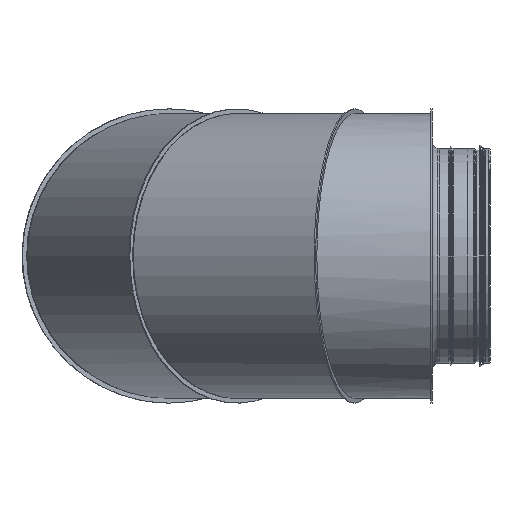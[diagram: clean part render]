
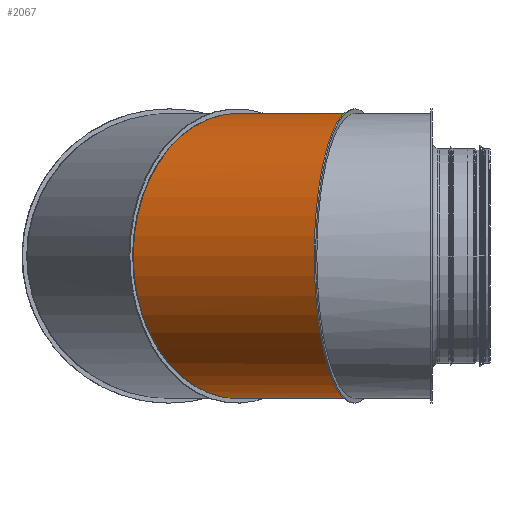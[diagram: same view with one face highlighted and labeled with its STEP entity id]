
A CAD part, left-side view. The second image highlights one B-rep face of the part: STEP entity #2067.
In plain terms, the highlighted cylindrical face has radius 208.2 mm (diameter 416.4 mm), a full revolution.
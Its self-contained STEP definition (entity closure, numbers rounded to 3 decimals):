
#74=ELLIPSE('',#2283,215.496,208.2);
#77=ELLIPSE('',#2340,1623.035,208.2);
#79=ELLIPSE('',#2342,1623.035,208.2);
#80=ELLIPSE('',#2344,215.545,208.2);
#81=ELLIPSE('',#2347,215.545,208.2);
#85=ELLIPSE('',#2351,1623.221,208.2);
#90=ELLIPSE('',#2356,215.496,208.2);
#94=ELLIPSE('',#2361,1623.221,208.2);
#206=CYLINDRICAL_SURFACE('',#2370,208.2);
#398=FACE_BOUND('',#852,.T.);
#571=FACE_OUTER_BOUND('',#851,.T.);
#851=EDGE_LOOP('',(#1807,#1808,#1809,#1810));
#852=EDGE_LOOP('',(#1811,#1812,#1813,#1814));
#1085=VERTEX_POINT('',#3286);
#1087=VERTEX_POINT('',#3290);
#1174=VERTEX_POINT('',#4657);
#1175=VERTEX_POINT('',#4659);
#1180=VERTEX_POINT('',#5259);
#1181=VERTEX_POINT('',#5260);
#1184=VERTEX_POINT('',#5273);
#1187=VERTEX_POINT('',#5293);
#1343=EDGE_CURVE('',#1087,#1085,#74,.T.);
#1374=EDGE_CURVE('',#1174,#1087,#77,.T.);
#1376=EDGE_CURVE('',#1085,#1175,#79,.T.);
#1378=EDGE_CURVE('',#1175,#1174,#80,.T.);
#1383=EDGE_CURVE('',#1180,#1181,#81,.T.);
#1387=EDGE_CURVE('',#1184,#1180,#85,.T.);
#1395=EDGE_CURVE('',#1187,#1184,#90,.T.);
#1404=EDGE_CURVE('',#1181,#1187,#94,.T.);
#1807=ORIENTED_EDGE('',*,*,#1374,.T.);
#1808=ORIENTED_EDGE('',*,*,#1343,.T.);
#1809=ORIENTED_EDGE('',*,*,#1376,.T.);
#1810=ORIENTED_EDGE('',*,*,#1378,.T.);
#1811=ORIENTED_EDGE('',*,*,#1404,.T.);
#1812=ORIENTED_EDGE('',*,*,#1395,.T.);
#1813=ORIENTED_EDGE('',*,*,#1387,.T.);
#1814=ORIENTED_EDGE('',*,*,#1383,.T.);
#2067=ADVANCED_FACE('',(#571,#398),#206,.T.);
#2283=AXIS2_PLACEMENT_3D('',#4404,#2787,#2788);
#2340=AXIS2_PLACEMENT_3D('',#4658,#2901,#2902);
#2342=AXIS2_PLACEMENT_3D('',#4661,#2905,#2906);
#2344=AXIS2_PLACEMENT_3D('',#4778,#2909,#2910);
#2347=AXIS2_PLACEMENT_3D('',#5261,#2916,#2917);
#2351=AXIS2_PLACEMENT_3D('',#5274,#2924,#2925);
#2356=AXIS2_PLACEMENT_3D('',#5309,#2937,#2938);
#2361=AXIS2_PLACEMENT_3D('',#5741,#2950,#2951);
#2370=AXIS2_PLACEMENT_3D('',#5829,#2970,#2971);
#2787=DIRECTION('center_axis',(-0.707,-0.708,0.));
#2788=DIRECTION('ref_axis',(-0.708,0.707,0.));
#2901=DIRECTION('center_axis',(-0.795,0.607,0.));
#2902=DIRECTION('ref_axis',(-0.607,-0.795,0.));
#2905=DIRECTION('center_axis',(-0.795,0.607,0.));
#2906=DIRECTION('ref_axis',(-0.607,-0.795,0.));
#2909=DIRECTION('center_axis',(-0.707,-0.707,0.));
#2910=DIRECTION('ref_axis',(-0.707,0.707,0.));
#2916=DIRECTION('center_axis',(0.259,0.966,0.));
#2917=DIRECTION('ref_axis',(-0.966,0.259,0.));
#2924=DIRECTION('center_axis',(-0.923,0.385,0.));
#2925=DIRECTION('ref_axis',(-0.385,-0.923,0.));
#2937=DIRECTION('center_axis',(0.26,0.966,0.));
#2938=DIRECTION('ref_axis',(-0.966,0.26,0.));
#2950=DIRECTION('center_axis',(-0.923,0.385,0.));
#2951=DIRECTION('ref_axis',(-0.385,-0.923,0.));
#2970=DIRECTION('center_axis',(0.5,0.866,0.));
#2971=DIRECTION('ref_axis',(-0.866,0.5,0.));
#3286=CARTESIAN_POINT('',(-270.859,270.859,-208.2));
#3290=CARTESIAN_POINT('',(-270.859,270.859,208.2));
#4404=CARTESIAN_POINT('Origin',(-270.859,270.859,0.));
#4657=CARTESIAN_POINT('',(-271.502,270.017,208.2));
#4658=CARTESIAN_POINT('Origin',(-270.859,270.859,0.));
#4659=CARTESIAN_POINT('',(-271.502,270.017,-208.2));
#4661=CARTESIAN_POINT('Origin',(-270.859,270.859,0.));
#4778=CARTESIAN_POINT('Origin',(-271.402,269.917,0.));
#5259=CARTESIAN_POINT('',(-369.592,100.119,208.2));
#5260=CARTESIAN_POINT('',(-369.592,100.119,-208.2));
#5261=CARTESIAN_POINT('Origin',(-369.456,100.083,0.));
#5273=CARTESIAN_POINT('',(-370.,99.141,208.2));
#5274=CARTESIAN_POINT('Origin',(-370.,99.141,0.));
#5293=CARTESIAN_POINT('',(-370.,99.141,-208.2));
#5309=CARTESIAN_POINT('Origin',(-370.,99.141,0.));
#5741=CARTESIAN_POINT('Origin',(-370.,99.141,0.));
#5829=CARTESIAN_POINT('Origin',(-370.,99.141,0.));
